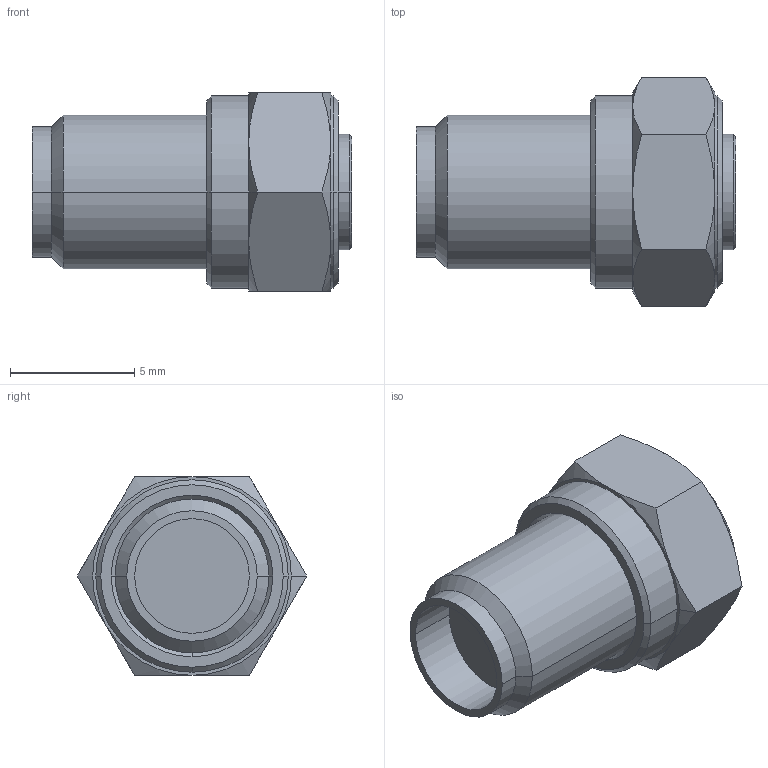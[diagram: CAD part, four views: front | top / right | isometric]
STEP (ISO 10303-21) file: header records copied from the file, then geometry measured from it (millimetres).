
FILE_DESCRIPTION (( 'STEP AP214' ), '1' );
FILE_NAME ('FMCN5226_3D.step', '2024-09-16T15:05:04', ( '' ), ( '' ), 'SwSTEP 2.0', 'SolidWorks 2022', '' );
FILE_SCHEMA (( 'AUTOMOTIVE_DESIGN' ));
Length unit declared in the file: inch
Products named in the file (4): FMCN5226^FMCN5226; K8300-0118^FMCN5226_FMCN5226; FMCN5226_3D; K8300-0118-3^FMCN5226_FMCN5226
Assembly tree (3 placements, depth 3):
  FMCN5226_3D
    FMCN5226^FMCN5226
      K8300-0118^FMCN5226_FMCN5226
      K8300-0118-3^FMCN5226_FMCN5226
Bounding box: 12.87 x 9.24 x 8 mm (x, y, z)
Volume: 450.5 mm3; surface area: 641.9 mm2
Topology: 2 solids, 2 shells, 102 faces, 227 edges, 139 vertices
Faces by surface type: cone 46, cylinder 28, plane 28
Entity records: 3320 total; most frequent: CARTESIAN_POINT 655, DIRECTION 534, ORIENTED_EDGE 454, EDGE_CURVE 227, AXIS2_PLACEMENT_3D 226, VERTEX_POINT 139, CIRCLE 117, EDGE_LOOP 114
